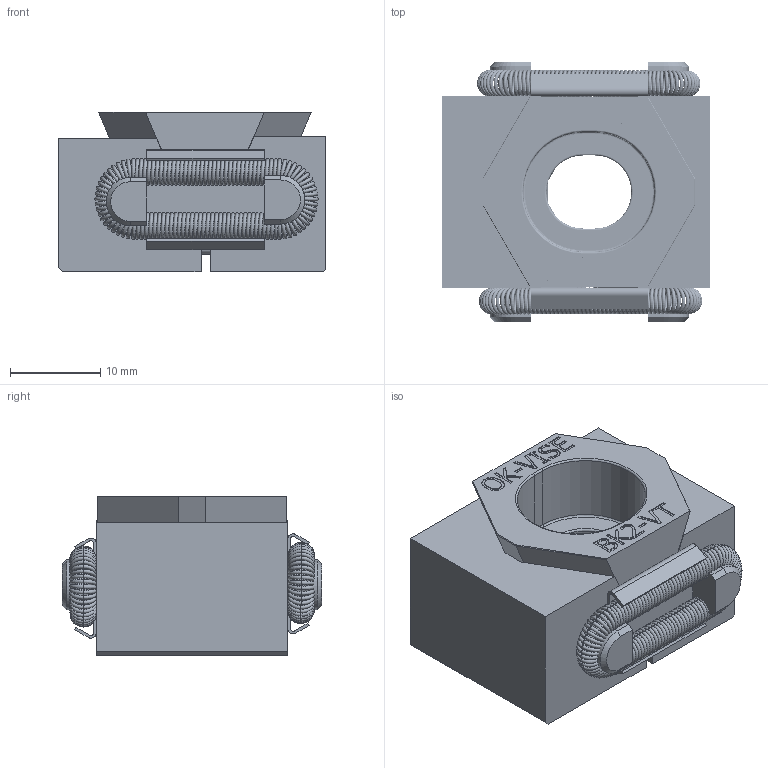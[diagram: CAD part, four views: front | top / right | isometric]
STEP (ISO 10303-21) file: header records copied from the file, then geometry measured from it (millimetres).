
FILE_DESCRIPTION((''),'2;1');
FILE_NAME('BK2-VT+3S.stp','2011-11-22T11:37:11',('tuuja'),(''),'Autodesk Inventor 2010','Autodesk Inventor 2010','');
FILE_SCHEMA(('AUTOMOTIVE_DESIGN { 1 0 10303 214 1 1 1 1 }'));
Length unit declared in the file: millimetre
Products named in the file (8): BK2-VT+3S; SIB; B-Jousi; B-Spring_pääty+suora; B-Spring_pääty; PLBK2-VT+3; KIBK2-VT; PLBK2-VT-S
Assembly tree (9 placements, depth 3):
  BK2-VT+3S
    SIB  x2
    B-Jousi  x2
      B-Spring_pääty+suora
      B-Spring_pääty
    PLBK2-VT+3
    KIBK2-VT
    PLBK2-VT-S
Bounding box: 29.6 x 28.8 x 17.72 mm (x, y, z)
Volume: 8520.8 mm3; surface area: 7826.5 mm2
Topology: 9 solids, 9 shells, 1081 faces, 2949 edges, 1722 vertices
Faces by surface type: plane 475, torus 468, bspline 101, cylinder 35, cone 2
Entity records: 22453 total; most frequent: CARTESIAN_POINT 7580, DIRECTION 3013, ORIENTED_EDGE 2814, EDGE_CURVE 1407, AXIS2_PLACEMENT_3D 1195, EDGE_LOOP 949, VERTEX_POINT 884, FACE_OUTER_BOUND 695
